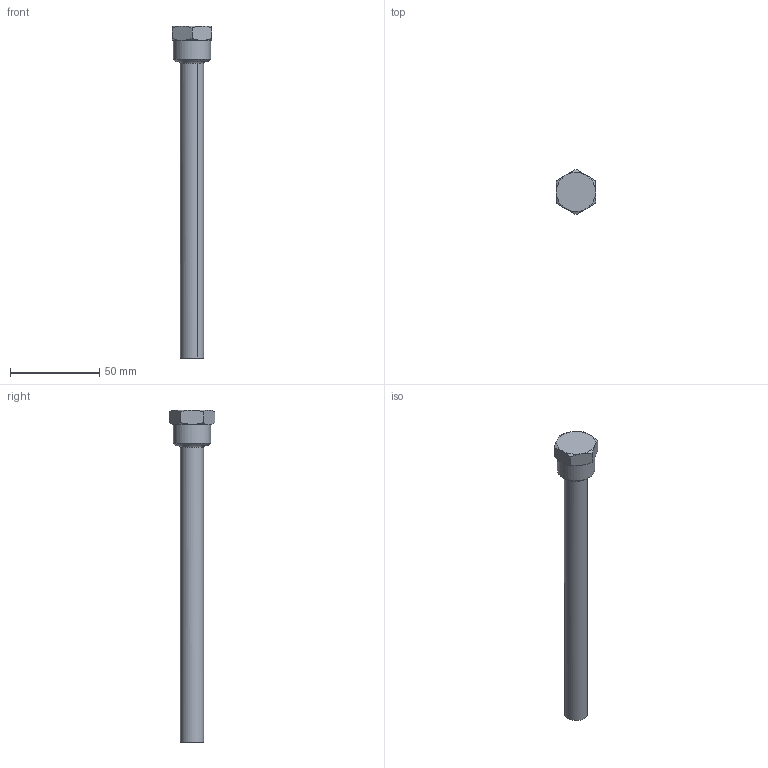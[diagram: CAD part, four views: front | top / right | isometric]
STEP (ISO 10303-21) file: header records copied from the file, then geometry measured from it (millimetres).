
FILE_DESCRIPTION(('CATIA V5 STEP Exchange','CAx-IF Rec.Pracs.--- Model Styling and Organization---1.5--- 2016-08-15','CAx-IF Rec.Pracs.---Supplemental Geometry---1.0---2011-11-01','CAx-IF Rec.Pracs.--- Composite Materials ---3.4---2017-06-13','CAx-IF Rec.Pracs.---Tessellated 3D Geometry---1.0---2015-12-17'),'2;1');
FILE_NAME('STEP_475002_-_TST.stp','2024-03-05T10:14:46+00:00',('none'),('none'),'CATIA Version 5-6 Release 2020 SP5','CATIA V5 STEP AP242 v2','none');
FILE_SCHEMA(('AP242_MANAGED_MODEL_BASED_3D_ENGINEERING_MIM_LF {1 0 10303 442 1 1 4}'));
Length unit declared in the file: millimetre
Products named in the file (1): 475002 - TST
Bounding box: 22 x 25.4 x 186 mm (x, y, z)
Volume: 29436.4 mm3; surface area: 8906.9 mm2
Topology: 1 solids, 1 shells, 34 faces, 76 edges, 46 vertices
Faces by surface type: cone 18, plane 10, cylinder 4, torus 2
Entity records: 947 total; most frequent: CARTESIAN_POINT 303, ORIENTED_EDGE 152, DIRECTION 80, EDGE_CURVE 76, AXIS2_PLACEMENT_3D 49, VERTEX_POINT 46, EDGE_LOOP 36, ADVANCED_FACE 34
